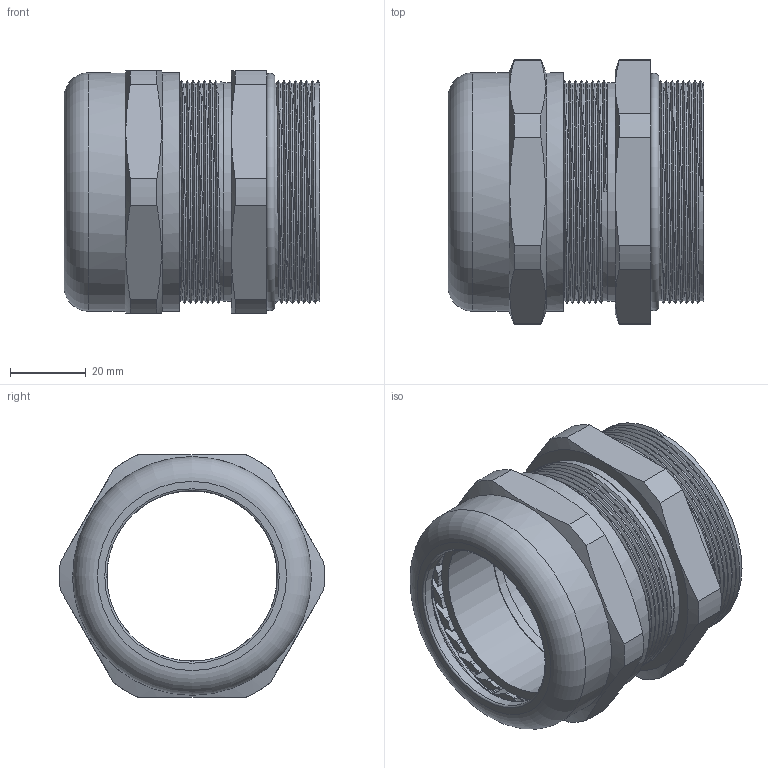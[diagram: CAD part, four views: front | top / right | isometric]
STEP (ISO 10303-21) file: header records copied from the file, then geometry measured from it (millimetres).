
FILE_DESCRIPTION(/* description */ ('Euro-Top PG48'),/* implementation_level */ '2;1');
FILE_NAME(/* name */ '60080448LF-RST.stp',/* time_stamp */ '2020-10-14T14:04:43+02:00',/* author */ ('sl'),/* organization */ (''),/* preprocessor_version */ 'ST-DEVELOPER v16.5',/* originating_system */ 'Autodesk Inventor 2017',/* authorisation */ '');
FILE_SCHEMA (('AUTOMOTIVE_DESIGN { 1 0 10303 214 3 1 1 }'));
Length unit declared in the file: millimetre
Products named in the file (6): 60080448LF; 60080448; 60080448_1; 60080448_2; 60080448_3; Euro-Top-01-BT-0005-60080448
Assembly tree (5 placements, depth 2):
  60080448LF
    60080448
    60080448_1
    60080448_2
    60080448_3
    Euro-Top-01-BT-0005-60080448
Bounding box: 67.62 x 70.04 x 64 mm (x, y, z)
Volume: 60549.7 mm3; surface area: 56336.2 mm2
Topology: 5 solids, 5 shells, 340 faces, 940 edges, 615 vertices
Faces by surface type: plane 149, cylinder 131, torus 32, cone 22, bspline 6
Full cylindrical faces by diameter (mm): 45.07 x1, 45.12 x1, 45.5 x1, 49.9 x1, 50.11 x1, 50.4 x1, 50.75 x1, 53.8 x1, 54.1 x1, 54.5 x1, 55.77 x1, 57.13 x2, 57.6 x10, 57.85 x1, 57.9 x14, 59.4 x14, 61.7 x1, 63.04 x2
Entity records: 15476 total; most frequent: CARTESIAN_POINT 7747, DIRECTION 1626, ORIENTED_EDGE 1568, EDGE_CURVE 784, AXIS2_PLACEMENT_3D 639, VERTEX_POINT 532, EDGE_LOOP 354, LINE 348
